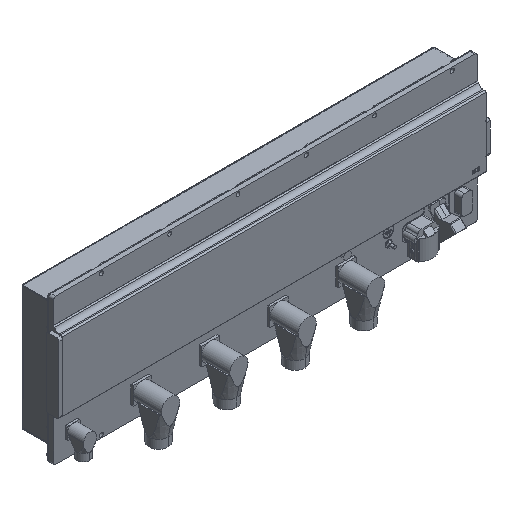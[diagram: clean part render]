
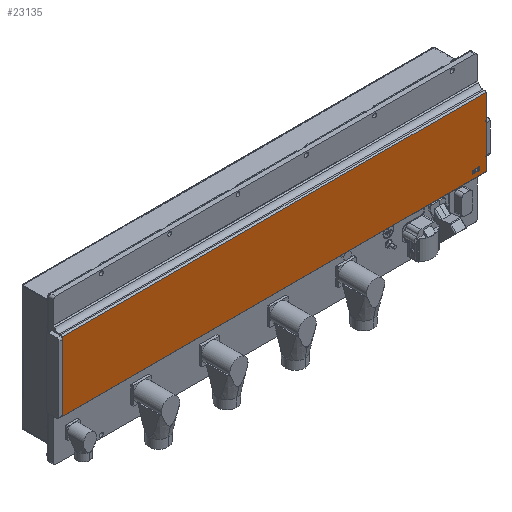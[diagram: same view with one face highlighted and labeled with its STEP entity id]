
A CAD part, isometric view. The second image highlights one B-rep face of the part: STEP entity #23135.
In plain terms, the highlighted face is planar.
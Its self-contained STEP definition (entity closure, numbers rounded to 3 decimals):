
#690 = CARTESIAN_POINT ( 'NONE',  ( 1100., 64.871, -1.1 ) ) ;
#1611 = FACE_OUTER_BOUND ( 'NONE', #10072, .T. ) ;
#1651 = DIRECTION ( 'NONE',  ( 0., -1., 0. ) ) ;
#1966 = CARTESIAN_POINT ( 'NONE',  ( 930., 215.179, -1.1 ) ) ;
#2716 = LINE ( 'NONE', #12942, #4308 ) ;
#2778 = VERTEX_POINT ( 'NONE', #1966 ) ;
#3752 = VECTOR ( 'NONE', #18384, 1000. ) ;
#3925 = VECTOR ( 'NONE', #14000, 1000. ) ;
#4096 = ORIENTED_EDGE ( 'NONE', *, *, #17563, .F. ) ;
#4308 = VECTOR ( 'NONE', #12491, 1000. ) ;
#4604 = ORIENTED_EDGE ( 'NONE', *, *, #29941, .T. ) ;
#4717 = VERTEX_POINT ( 'NONE', #15630 ) ;
#5077 = CARTESIAN_POINT ( 'NONE',  ( 1100., 216.129, -1.1 ) ) ;
#5468 = LINE ( 'NONE', #690, #3752 ) ;
#5665 = EDGE_CURVE ( 'NONE', #25639, #2778, #11461, .T. ) ;
#6295 = VECTOR ( 'NONE', #7917, 1000. ) ;
#6633 = VECTOR ( 'NONE', #23451, 1000. ) ;
#7629 = ORIENTED_EDGE ( 'NONE', *, *, #5665, .T. ) ;
#7917 = DIRECTION ( 'NONE',  ( 0., 1., 0. ) ) ;
#9112 = EDGE_CURVE ( 'NONE', #24083, #14937, #9407, .T. ) ;
#9407 = LINE ( 'NONE', #23598, #6633 ) ;
#9912 = VERTEX_POINT ( 'NONE', #11385 ) ;
#9997 = ORIENTED_EDGE ( 'NONE', *, *, #23055, .F. ) ;
#10072 = EDGE_LOOP ( 'NONE', ( #22393, #7629, #12269, #4096, #29033, #4604, #28197, #9997 ) ) ;
#10089 = DIRECTION ( 'NONE',  ( 1., 0., 0. ) ) ;
#10319 = CARTESIAN_POINT ( 'NONE',  ( 930., 218., -1.1 ) ) ;
#11231 = DIRECTION ( 'NONE',  ( 0., 1., 0. ) ) ;
#11385 = CARTESIAN_POINT ( 'NONE',  ( 930., 64.871, -1.1 ) ) ;
#11461 = LINE ( 'NONE', #11802, #3925 ) ;
#11802 = CARTESIAN_POINT ( 'NONE',  ( 930., 218., -1.1 ) ) ;
#12097 = EDGE_CURVE ( 'NONE', #26187, #26760, #18902, .T. ) ;
#12269 = ORIENTED_EDGE ( 'NONE', *, *, #27676, .T. ) ;
#12491 = DIRECTION ( 'NONE',  ( 0., 1., 0. ) ) ;
#12604 = VECTOR ( 'NONE', #30893, 1000. ) ;
#12737 = LINE ( 'NONE', #10319, #6295 ) ;
#12836 = CARTESIAN_POINT ( 'NONE',  ( 0., 186.679, -1.1 ) ) ;
#12942 = CARTESIAN_POINT ( 'NONE',  ( 930., 218., -1.1 ) ) ;
#13618 = DIRECTION ( 'NONE',  ( 0., 0., 1. ) ) ;
#14000 = DIRECTION ( 'NONE',  ( 0., 1., 0. ) ) ;
#14937 = VERTEX_POINT ( 'NONE', #12836 ) ;
#15251 = EDGE_CURVE ( 'NONE', #9912, #25639, #2716, .T. ) ;
#15630 = CARTESIAN_POINT ( 'NONE',  ( 930., 216.129, -1.1 ) ) ;
#15701 = CARTESIAN_POINT ( 'NONE',  ( 930., 67.821, -1.1 ) ) ;
#15853 = CARTESIAN_POINT ( 'NONE',  ( 0., 0., -1.1 ) ) ;
#15942 = VECTOR ( 'NONE', #10089, 1000. ) ;
#17563 = EDGE_CURVE ( 'NONE', #24083, #4717, #26969, .T. ) ;
#18247 = PLANE ( 'NONE',  #27714 ) ;
#18384 = DIRECTION ( 'NONE',  ( -1., 0., 0. ) ) ;
#18743 = CARTESIAN_POINT ( 'NONE',  ( 0., 218., -1.1 ) ) ;
#18758 = LINE ( 'NONE', #21144, #12604 ) ;
#18902 = LINE ( 'NONE', #18743, #21772 ) ;
#20264 = CARTESIAN_POINT ( 'NONE',  ( 0., 121.321, -1.1 ) ) ;
#21144 = CARTESIAN_POINT ( 'NONE',  ( 0., 118.5, -1.1 ) ) ;
#21300 = CARTESIAN_POINT ( 'NONE',  ( 0., 64.871, -1.1 ) ) ;
#21772 = VECTOR ( 'NONE', #1651, 1000. ) ;
#22393 = ORIENTED_EDGE ( 'NONE', *, *, #15251, .T. ) ;
#23055 = EDGE_CURVE ( 'NONE', #9912, #26760, #5468, .T. ) ;
#23135 = ADVANCED_FACE ( 'NONE', ( #1611 ), #18247, .T. ) ;
#23451 = DIRECTION ( 'NONE',  ( 0., -1., 0. ) ) ;
#23598 = CARTESIAN_POINT ( 'NONE',  ( 0., 218., -1.1 ) ) ;
#24083 = VERTEX_POINT ( 'NONE', #30097 ) ;
#25639 = VERTEX_POINT ( 'NONE', #15701 ) ;
#26187 = VERTEX_POINT ( 'NONE', #20264 ) ;
#26760 = VERTEX_POINT ( 'NONE', #21300 ) ;
#26969 = LINE ( 'NONE', #5077, #15942 ) ;
#27676 = EDGE_CURVE ( 'NONE', #2778, #4717, #12737, .T. ) ;
#27714 = AXIS2_PLACEMENT_3D ( 'NONE', #15853, #13618, #11231 ) ;
#28197 = ORIENTED_EDGE ( 'NONE', *, *, #12097, .T. ) ;
#29033 = ORIENTED_EDGE ( 'NONE', *, *, #9112, .T. ) ;
#29941 = EDGE_CURVE ( 'NONE', #14937, #26187, #18758, .T. ) ;
#30097 = CARTESIAN_POINT ( 'NONE',  ( 0., 216.129, -1.1 ) ) ;
#30893 = DIRECTION ( 'NONE',  ( 0., -1., 0. ) ) ;
